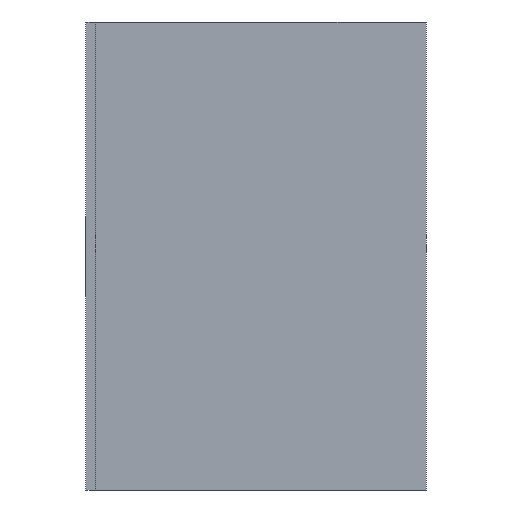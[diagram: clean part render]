
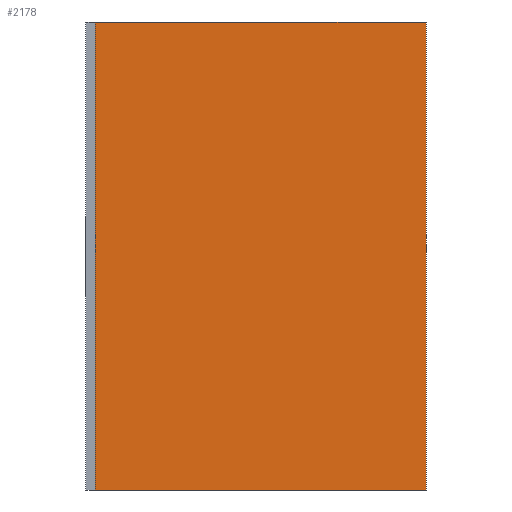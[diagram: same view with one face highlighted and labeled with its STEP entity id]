
A CAD part, left-side view. The second image highlights one B-rep face of the part: STEP entity #2178.
In plain terms, the highlighted planar face has unit normal (-1, 0, 0).
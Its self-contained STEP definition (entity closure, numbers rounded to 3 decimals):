
#66 = DIRECTION ( 'NONE',  ( 0., 0., 1. ) ) ;
#86 = CARTESIAN_POINT ( 'NONE',  ( -0.014, -0.011, 0. ) ) ;
#158 = ORIENTED_EDGE ( 'NONE', *, *, #296, .T. ) ;
#296 = EDGE_CURVE ( 'NONE', #1700, #3098, #579, .T. ) ;
#342 = EDGE_CURVE ( 'NONE', #1046, #1700, #1173, .T. ) ;
#431 = AXIS2_PLACEMENT_3D ( 'NONE', #2170, #1327, #1616 ) ;
#488 = CARTESIAN_POINT ( 'NONE',  ( -0.014, 0., -0.55 ) ) ;
#579 = LINE ( 'NONE', #1677, #2278 ) ;
#731 = ORIENTED_EDGE ( 'NONE', *, *, #1352, .F. ) ;
#848 = CARTESIAN_POINT ( 'NONE',  ( -0.014, 0.378, 0. ) ) ;
#907 = VERTEX_POINT ( 'NONE', #1848 ) ;
#1046 = VERTEX_POINT ( 'NONE', #1168 ) ;
#1168 = CARTESIAN_POINT ( 'NONE',  ( -0.014, -0.011, -0.55 ) ) ;
#1173 = LINE ( 'NONE', #1463, #1839 ) ;
#1327 = DIRECTION ( 'NONE',  ( 1., 0., 0. ) ) ;
#1352 = EDGE_CURVE ( 'NONE', #907, #3098, #2826, .T. ) ;
#1372 = PLANE ( 'NONE',  #431 ) ;
#1463 = CARTESIAN_POINT ( 'NONE',  ( -0.014, -0.011, -0.55 ) ) ;
#1521 = VECTOR ( 'NONE', #66, 1000. ) ;
#1581 = DIRECTION ( 'NONE',  ( 0., 1., 0. ) ) ;
#1616 = DIRECTION ( 'NONE',  ( 0., 1., 0. ) ) ;
#1677 = CARTESIAN_POINT ( 'NONE',  ( -0.014, 0., 0. ) ) ;
#1700 = VERTEX_POINT ( 'NONE', #86 ) ;
#1726 = ORIENTED_EDGE ( 'NONE', *, *, #3081, .F. ) ;
#1839 = VECTOR ( 'NONE', #3088, 1000. ) ;
#1848 = CARTESIAN_POINT ( 'NONE',  ( -0.014, 0.378, -0.55 ) ) ;
#1854 = LINE ( 'NONE', #488, #2483 ) ;
#2170 = CARTESIAN_POINT ( 'NONE',  ( -0.014, 0., -0.55 ) ) ;
#2178 = ADVANCED_FACE ( 'NONE', ( #2696 ), #1372, .F. ) ;
#2278 = VECTOR ( 'NONE', #2739, 1000. ) ;
#2293 = ORIENTED_EDGE ( 'NONE', *, *, #342, .T. ) ;
#2483 = VECTOR ( 'NONE', #1581, 1000. ) ;
#2696 = FACE_OUTER_BOUND ( 'NONE', #3185, .T. ) ;
#2739 = DIRECTION ( 'NONE',  ( 0., 1., 0. ) ) ;
#2783 = CARTESIAN_POINT ( 'NONE',  ( -0.014, 0.378, -0.55 ) ) ;
#2826 = LINE ( 'NONE', #2783, #1521 ) ;
#3081 = EDGE_CURVE ( 'NONE', #1046, #907, #1854, .T. ) ;
#3088 = DIRECTION ( 'NONE',  ( 0., 0., 1. ) ) ;
#3098 = VERTEX_POINT ( 'NONE', #848 ) ;
#3185 = EDGE_LOOP ( 'NONE', ( #158, #731, #1726, #2293 ) ) ;
